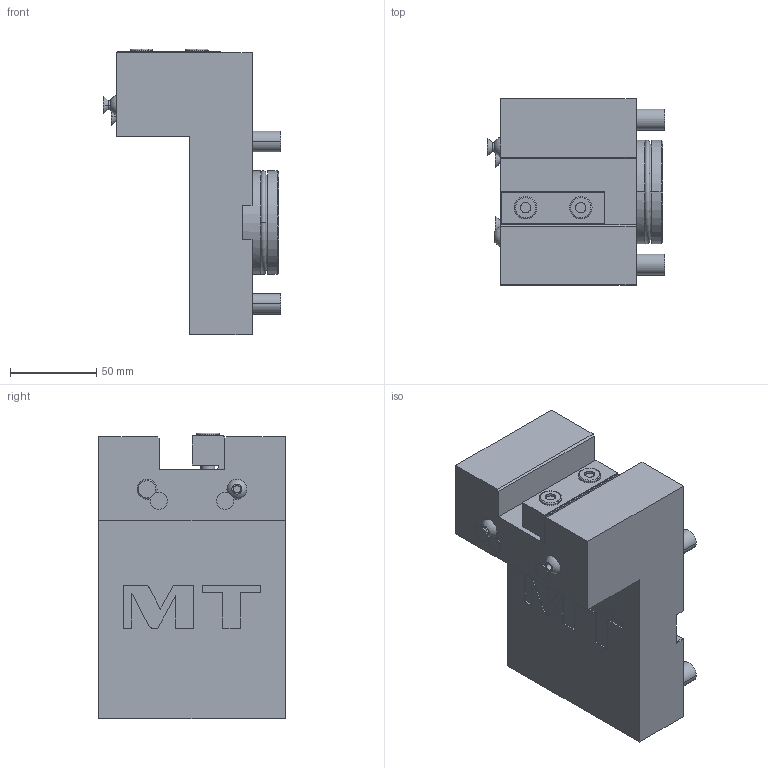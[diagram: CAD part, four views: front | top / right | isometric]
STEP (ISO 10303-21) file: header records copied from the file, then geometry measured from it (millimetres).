
FILE_DESCRIPTION((''),'2;1');
FILE_NAME('MNL0041905_CONF','2023-02-17T11:47:50',('sterribile'),('M.T. srl'),'CREO PARAMETRIC BY PTC INC, 2021072','CREO PARAMETRIC BY PTC INC, 2021072','');
FILE_SCHEMA(('CONFIG_CONTROL_DESIGN'));
Length unit declared in the file: millimetre
Products named in the file (1): MNL0041905_CONF
Bounding box: 102.55 x 108 x 165.52 mm (x, y, z)
Volume: 859285.2 mm3; surface area: 81985.1 mm2
Topology: 1 solids, 1 shells, 151 faces, 369 edges, 242 vertices
Faces by surface type: plane 81, cylinder 48, torus 10, cone 8, sphere 2, extrusion 2
Entity records: 4517 total; most frequent: DIRECTION 805, CARTESIAN_POINT 774, ORIENTED_EDGE 738, EDGE_CURVE 369, AXIS2_PLACEMENT_3D 289, VERTEX_POINT 242, VECTOR 227, LINE 225
